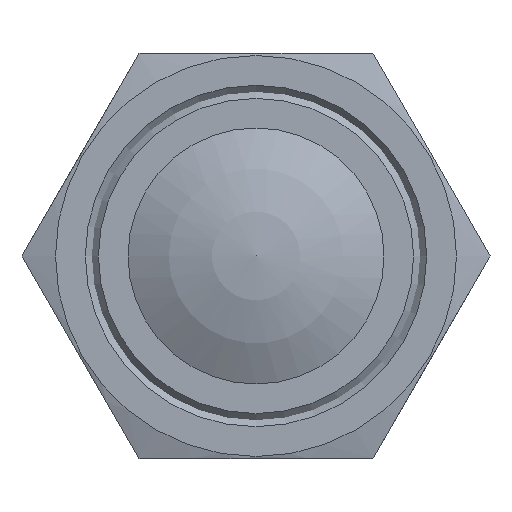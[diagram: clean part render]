
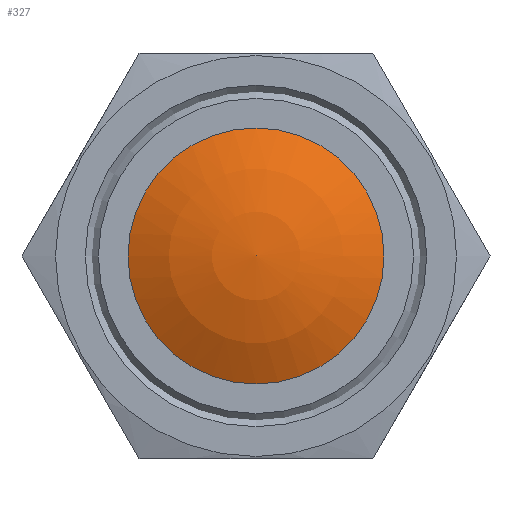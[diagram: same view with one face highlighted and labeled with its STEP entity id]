
A CAD part, left-side view. The second image highlights one B-rep face of the part: STEP entity #327.
In plain terms, the highlighted spherical face has radius 12.5 mm.
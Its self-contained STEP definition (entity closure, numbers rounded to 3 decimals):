
#58=SPHERICAL_SURFACE('',#387,12.5);
#88=ORIENTED_EDGE('',*,*,#150,.F.);
#150=EDGE_CURVE('',#185,#185,#214,.T.);
#185=VERTEX_POINT('',#542);
#214=CIRCLE('',#388,6.);
#239=EDGE_LOOP('',(#88));
#281=FACE_BOUND('',#239,.T.);
#327=ADVANCED_FACE('',(#281),#58,.T.);
#387=AXIS2_PLACEMENT_3D('',#540,#452,#453);
#388=AXIS2_PLACEMENT_3D('',#541,#454,#455);
#452=DIRECTION('',(1.,0.,0.));
#453=DIRECTION('',(0.,1.,0.));
#454=DIRECTION('',(1.,0.,0.));
#455=DIRECTION('',(0.,0.,-1.));
#540=CARTESIAN_POINT('',(-12.,0.,0.));
#541=CARTESIAN_POINT('',(-22.966,0.,0.));
#542=CARTESIAN_POINT('',(-22.966,0.,-6.));
